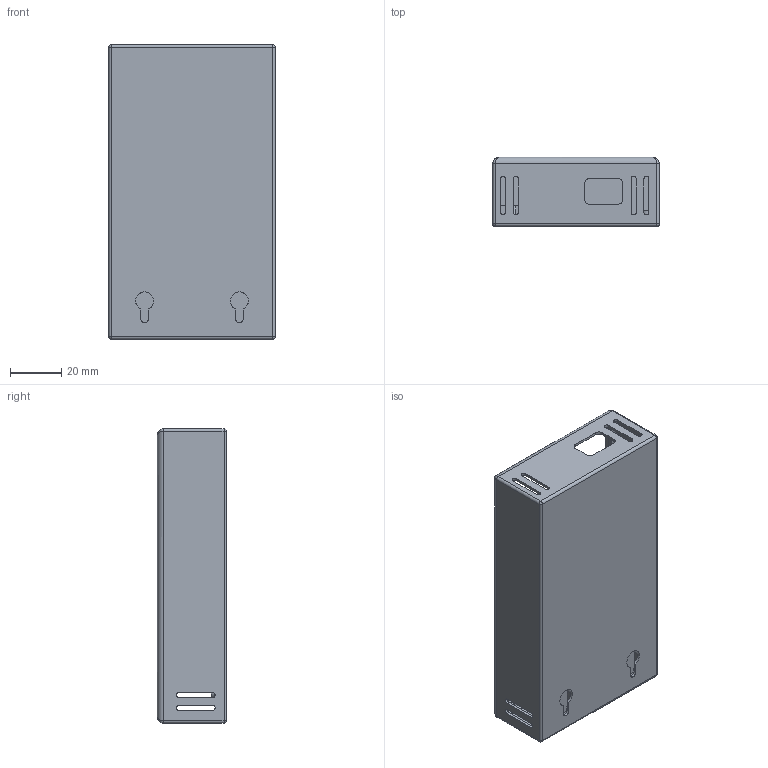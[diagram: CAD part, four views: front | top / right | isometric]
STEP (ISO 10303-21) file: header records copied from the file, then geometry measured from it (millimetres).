
FILE_DESCRIPTION(/* description */ (''),/* implementation_level */ '2;1');
FILE_NAME(/* name */ 'Sensormodul_small.step',/* time_stamp */ '2022-12-10T16:47:32+01:00',/* author */ ('Harald'),/* organization */ (''),/* preprocessor_version */ 'ST-DEVELOPER v18.1',/* originating_system */ 'Autodesk Inventor 2021',/* authorisation */ '');
FILE_SCHEMA (('AUTOMOTIVE_DESIGN { 1 0 10303 214 3 1 1 }'));
Length unit declared in the file: millimetre
Products named in the file (1): Gehäuse-Outdoor
Bounding box: 65 x 27 x 115 mm (x, y, z)
Volume: 19300.7 mm3; surface area: 35761.6 mm2
Topology: 1 solids, 1 shells, 177 faces, 465 edges, 300 vertices
Faces by surface type: plane 101, cylinder 64, sphere 4, torus 4, bspline 4
Full cylindrical faces by diameter (mm): 2.5 x4, 5 x4
Entity records: 5769 total; most frequent: CARTESIAN_POINT 1055, DIRECTION 969, ORIENTED_EDGE 922, EDGE_CURVE 461, AXIS2_PLACEMENT_3D 334, LINE 301, VECTOR 301, VERTEX_POINT 300
